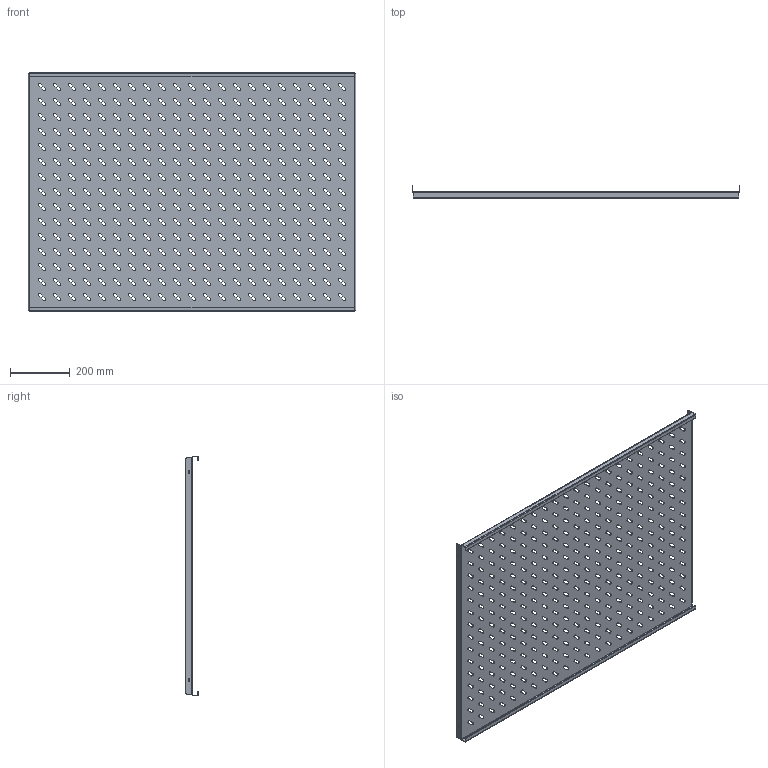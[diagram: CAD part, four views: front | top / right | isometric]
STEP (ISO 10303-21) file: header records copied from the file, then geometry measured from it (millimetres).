
FILE_DESCRIPTION (( 'STEP AP214' ), '1' );
FILE_NAME ('945.220.STEP', '2024-09-23T07:03:19', ( '' ), ( '' ), 'SwSTEP 2.0', 'SolidWorks 2021', '' );
FILE_SCHEMA (( 'AUTOMOTIVE_DESIGN' ));
Length unit declared in the file: millimetre
Products named in the file (1): 945.220
Bounding box: 1092 x 41 x 797 mm (x, y, z)
Volume: 1335444.9 mm3; surface area: 1820088.1 mm2
Topology: 1 solids, 1 shells, 1643 faces, 4895 edges, 3254 vertices
Faces by surface type: cylinder 973, plane 670
Entity records: 57181 total; most frequent: DIRECTION 10129, CARTESIAN_POINT 9793, ORIENTED_EDGE 9790, EDGE_CURVE 4895, AXIS2_PLACEMENT_3D 3590, VERTEX_POINT 3254, LINE 2949, VECTOR 2949
